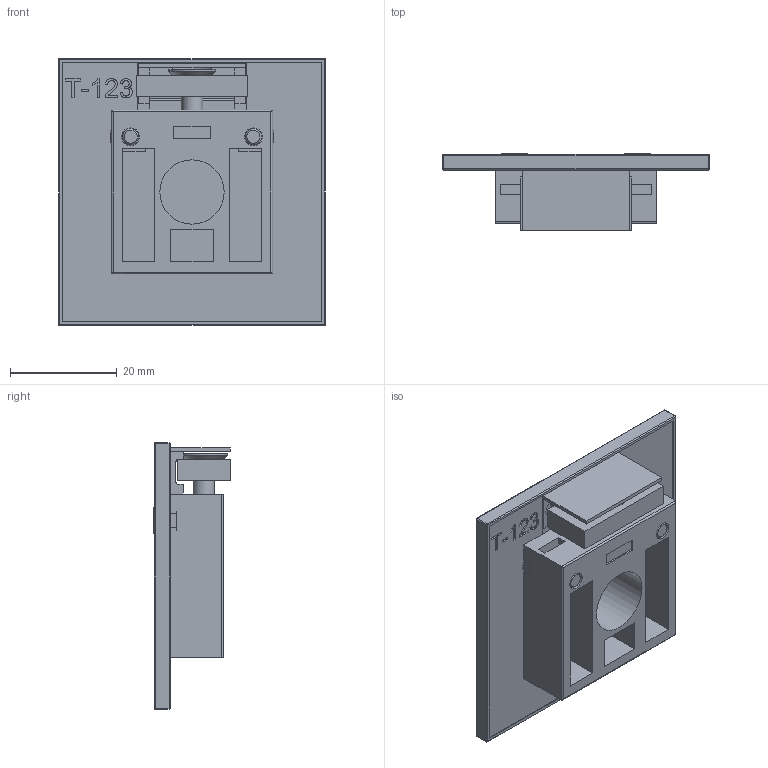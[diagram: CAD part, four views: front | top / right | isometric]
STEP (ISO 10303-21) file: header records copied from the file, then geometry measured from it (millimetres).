
FILE_DESCRIPTION(/* description */ ('Unknown'),/* implementation_level */ '2;1');
FILE_NAME(/* name */ 'A-0000031-Deckel50-geklemmt',/* time_stamp */ '2020-03-19T15:43:27+01:00',/* author */ ('Unknown'),/* organization */ ('Unknown'),/* preprocessor_version */ 'ST-DEVELOPER v16.7',/* originating_system */ 'Solid Edge',/* authorisation */ 'Unknown');
FILE_SCHEMA (('AUTOMOTIVE_DESIGN {1 0 10303 214 3 1 1}'));
Length unit declared in the file: millimetre
Products named in the file (1): A-0000031-Deckel50-geklemmt-dy
Bounding box: 50 x 14.4 x 50 mm (x, y, z)
Volume: 13989.4 mm3; surface area: 11500.9 mm2
Topology: 1 solids, 1 shells, 293 faces, 772 edges, 507 vertices
Faces by surface type: plane 220, cylinder 48, bspline 14, cone 5, sphere 4, torus 2
Full cylindrical faces by diameter (mm): 3 x4, 3.2 x2, 3.242 x1, 3.3 x4, 3.5 x2, 4 x1, 4.4 x1, 4.5 x2, 5.5 x2, 5.8 x2, 8.96 x1, 12.05 x1
Entity records: 11398 total; most frequent: CARTESIAN_POINT 2319, ORIENTED_EDGE 1430, DIRECTION 1361, EDGE_CURVE 715, LINE 573, VECTOR 573, VERTEX_POINT 484, AXIS2_PLACEMENT_3D 394
